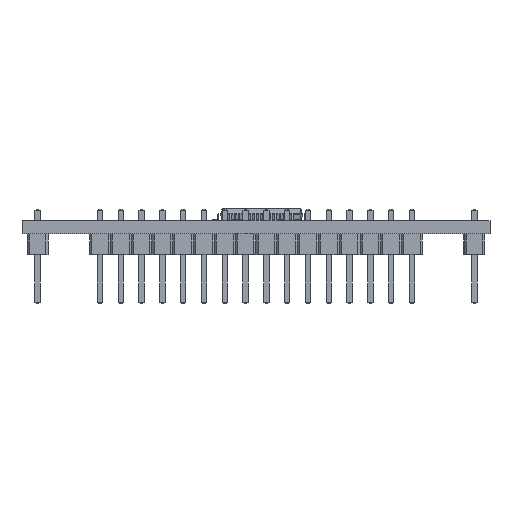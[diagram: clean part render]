
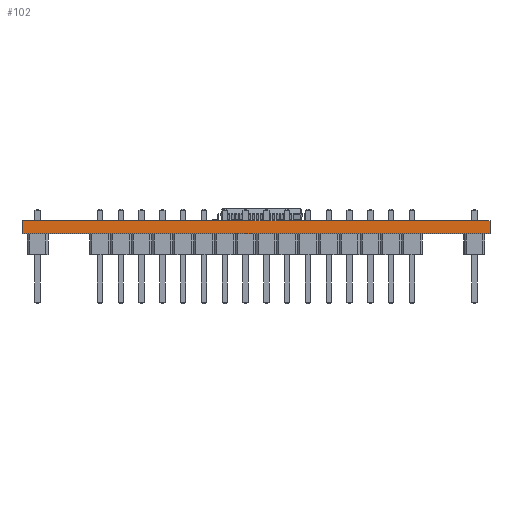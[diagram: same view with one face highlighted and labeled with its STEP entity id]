
A CAD part, left-side view. The second image highlights one B-rep face of the part: STEP entity #102.
In plain terms, the highlighted planar face has unit normal (-1, 0, 0).
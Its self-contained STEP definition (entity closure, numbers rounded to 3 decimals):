
#66 = EDGE_CURVE('',#67,#69,#71,.T.);
#67 = VERTEX_POINT('',#68);
#68 = CARTESIAN_POINT('',(103.251,-69.215,0.));
#69 = VERTEX_POINT('',#70);
#70 = CARTESIAN_POINT('',(103.251,-69.215,-1.6));
#71 = LINE('',#72,#73);
#72 = CARTESIAN_POINT('',(103.251,-69.215,0.));
#73 = VECTOR('',#74,1.);
#74 = DIRECTION('',(0.,0.,-1.));
#102 = ADVANCED_FACE('',(#103),#128,.F.);
#103 = FACE_BOUND('',#104,.F.);
#104 = EDGE_LOOP('',(#105,#115,#121,#122));
#105 = ORIENTED_EDGE('',*,*,#106,.T.);
#106 = EDGE_CURVE('',#107,#109,#111,.T.);
#107 = VERTEX_POINT('',#108);
#108 = CARTESIAN_POINT('',(103.251,-126.365,0.));
#109 = VERTEX_POINT('',#110);
#110 = CARTESIAN_POINT('',(103.251,-126.365,-1.6));
#111 = LINE('',#112,#113);
#112 = CARTESIAN_POINT('',(103.251,-126.365,0.));
#113 = VECTOR('',#114,1.);
#114 = DIRECTION('',(0.,0.,-1.));
#115 = ORIENTED_EDGE('',*,*,#116,.T.);
#116 = EDGE_CURVE('',#109,#69,#117,.T.);
#117 = LINE('',#118,#119);
#118 = CARTESIAN_POINT('',(103.251,-126.365,-1.6));
#119 = VECTOR('',#120,1.);
#120 = DIRECTION('',(0.,1.,0.));
#121 = ORIENTED_EDGE('',*,*,#66,.F.);
#122 = ORIENTED_EDGE('',*,*,#123,.F.);
#123 = EDGE_CURVE('',#107,#67,#124,.T.);
#124 = LINE('',#125,#126);
#125 = CARTESIAN_POINT('',(103.251,-126.365,0.));
#126 = VECTOR('',#127,1.);
#127 = DIRECTION('',(0.,1.,0.));
#128 = PLANE('',#129);
#129 = AXIS2_PLACEMENT_3D('',#130,#131,#132);
#130 = CARTESIAN_POINT('',(103.251,-126.365,0.));
#131 = DIRECTION('',(1.,-0.,0.));
#132 = DIRECTION('',(0.,1.,0.));
